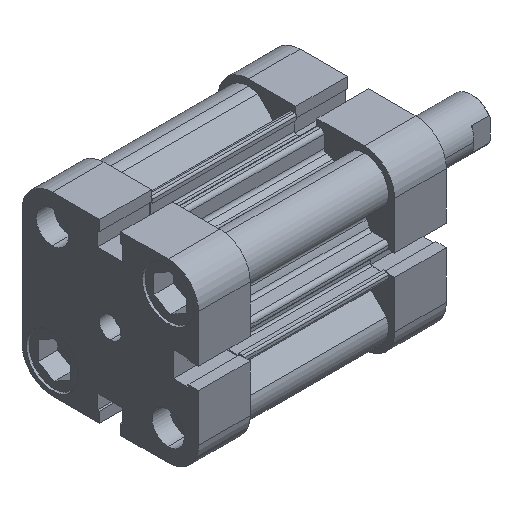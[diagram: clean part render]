
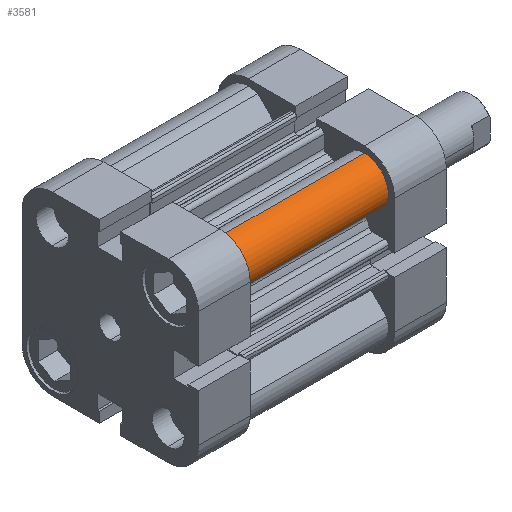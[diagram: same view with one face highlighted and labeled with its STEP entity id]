
A CAD part, isometric view. The second image highlights one B-rep face of the part: STEP entity #3581.
In plain terms, the highlighted cylindrical face has radius 6.75 mm (diameter 13.5 mm), a partial arc.
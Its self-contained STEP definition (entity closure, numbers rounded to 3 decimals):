
#874 = FACE_OUTER_BOUND ( 'NONE', #9671, .T. ) ;
#877 = CYLINDRICAL_SURFACE ( 'NONE', #4602, 6.75 ) ;
#1630 = DIRECTION ( 'NONE',  ( -1., 0., 0. ) ) ;
#1631 = DIRECTION ( 'NONE',  ( 0., 0., -1. ) ) ;
#1632 = CARTESIAN_POINT ( 'NONE',  ( -16.25, -16.25, 40.5 ) ) ;
#2079 = CARTESIAN_POINT ( 'NONE',  ( -16.25, -16.25, 0. ) ) ;
#2080 = DIRECTION ( 'NONE',  ( 0., 0., 1. ) ) ;
#2081 = DIRECTION ( 'NONE',  ( -1., 0., 0. ) ) ;
#2099 = CARTESIAN_POINT ( 'NONE',  ( -16.25, -16.25, 40.5 ) ) ;
#2101 = CARTESIAN_POINT ( 'NONE',  ( -23., -16.25, 40.5 ) ) ;
#2102 = DIRECTION ( 'NONE',  ( 0., 0., -1. ) ) ;
#2103 = DIRECTION ( 'NONE',  ( 0., 0., 1. ) ) ;
#2104 = DIRECTION ( 'NONE',  ( -1., 0., 0. ) ) ;
#2106 = CARTESIAN_POINT ( 'NONE',  ( -13.633, -22.472, 40.5 ) ) ;
#2107 = DIRECTION ( 'NONE',  ( 0., 0., -1. ) ) ;
#3581 = ADVANCED_FACE ( 'NONE', ( #874 ), #877, .T. ) ;
#3660 = ORIENTED_EDGE ( 'NONE', *, *, #3756, .T. ) ;
#3661 = ORIENTED_EDGE ( 'NONE', *, *, #3758, .F. ) ;
#3662 = ORIENTED_EDGE ( 'NONE', *, *, #3747, .T. ) ;
#3664 = ORIENTED_EDGE ( 'NONE', *, *, #3757, .F. ) ;
#3747 = EDGE_CURVE ( 'NONE', #10290, #10293, #4902, .T. ) ;
#3756 = EDGE_CURVE ( 'NONE', #10188, #10290, #4915, .T. ) ;
#3757 = EDGE_CURVE ( 'NONE', #10188, #10224, #4918, .T. ) ;
#3758 = EDGE_CURVE ( 'NONE', #10224, #10293, #4909, .T. ) ;
#4602 = AXIS2_PLACEMENT_3D ( 'NONE', #1632, #1631, #1630 ) ;
#4693 = AXIS2_PLACEMENT_3D ( 'NONE', #2079, #2080, #2081 ) ;
#4697 = AXIS2_PLACEMENT_3D ( 'NONE', #2099, #2103, #2104 ) ;
#4902 = CIRCLE ( 'NONE', #4693, 6.75 ) ;
#4909 = LINE ( 'NONE', #2106, #4910 ) ;
#4910 = VECTOR ( 'NONE', #2107, 1000. ) ;
#4915 = LINE ( 'NONE', #2101, #4916 ) ;
#4916 = VECTOR ( 'NONE', #2102, 1000. ) ;
#4918 = CIRCLE ( 'NONE', #4697, 6.75 ) ;
#7177 = CARTESIAN_POINT ( 'NONE',  ( -23., -16.25, 40.5 ) ) ;
#7212 = CARTESIAN_POINT ( 'NONE',  ( -13.633, -22.472, 40.5 ) ) ;
#7278 = CARTESIAN_POINT ( 'NONE',  ( -23., -16.25, 0. ) ) ;
#7281 = CARTESIAN_POINT ( 'NONE',  ( -13.633, -22.472, 0. ) ) ;
#9671 = EDGE_LOOP ( 'NONE', ( #3664, #3660, #3662, #3661 ) ) ;
#10188 = VERTEX_POINT ( 'NONE', #7177 ) ;
#10224 = VERTEX_POINT ( 'NONE', #7212 ) ;
#10290 = VERTEX_POINT ( 'NONE', #7278 ) ;
#10293 = VERTEX_POINT ( 'NONE', #7281 ) ;
